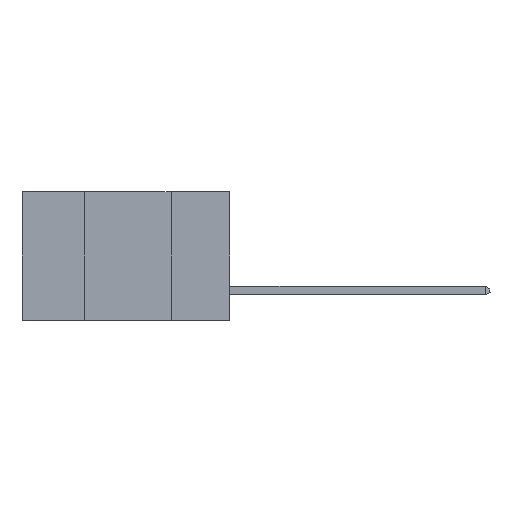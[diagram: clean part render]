
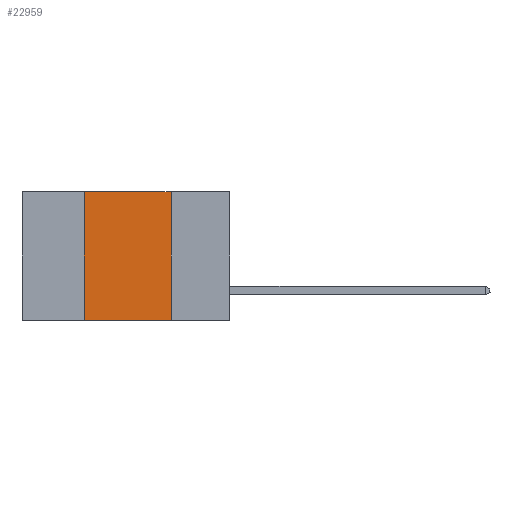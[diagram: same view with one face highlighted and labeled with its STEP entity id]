
A CAD part, left-side view. The second image highlights one B-rep face of the part: STEP entity #22959.
In plain terms, the highlighted planar face has unit normal (-1, 0, 0).
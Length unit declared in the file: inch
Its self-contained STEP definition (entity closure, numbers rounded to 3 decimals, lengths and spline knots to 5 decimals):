
#62 = VECTOR ( 'NONE', #28701, 39.37008 ) ;
#1231 = VERTEX_POINT ( 'NONE', #11618 ) ;
#1444 = LINE ( 'NONE', #2993, #12559 ) ;
#2323 = EDGE_LOOP ( 'NONE', ( #2460, #30567, #16151, #29493 ) ) ;
#2460 = ORIENTED_EDGE ( 'NONE', *, *, #12065, .F. ) ;
#2636 = VECTOR ( 'NONE', #25354, 39.37008 ) ;
#2638 = DIRECTION ( 'NONE',  ( 0., -1., 0. ) ) ;
#2993 = CARTESIAN_POINT ( 'NONE',  ( 0., 0.17, 0. ) ) ;
#3118 = FACE_OUTER_BOUND ( 'NONE', #2323, .T. ) ;
#3891 = LINE ( 'NONE', #26315, #6099 ) ;
#4168 = DIRECTION ( 'NONE',  ( 0., 0., -1. ) ) ;
#6099 = VECTOR ( 'NONE', #2638, 39.37008 ) ;
#7482 = CARTESIAN_POINT ( 'NONE',  ( 0., 0.42, -0.37 ) ) ;
#9668 = EDGE_CURVE ( 'NONE', #13259, #11221, #22608, .T. ) ;
#11221 = VERTEX_POINT ( 'NONE', #23866 ) ;
#11618 = CARTESIAN_POINT ( 'NONE',  ( 0., 0.17, -0.37 ) ) ;
#12065 = EDGE_CURVE ( 'NONE', #11221, #1231, #1444, .T. ) ;
#12186 = CARTESIAN_POINT ( 'NONE',  ( 0., 0.42, 0. ) ) ;
#12559 = VECTOR ( 'NONE', #14788, 39.37008 ) ;
#13259 = VERTEX_POINT ( 'NONE', #24774 ) ;
#14788 = DIRECTION ( 'NONE',  ( 0., 0., -1. ) ) ;
#15370 = VERTEX_POINT ( 'NONE', #7482 ) ;
#15844 = PLANE ( 'NONE',  #24396 ) ;
#16151 = ORIENTED_EDGE ( 'NONE', *, *, #24982, .F. ) ;
#18432 = CARTESIAN_POINT ( 'NONE',  ( 0., 0.6, 0. ) ) ;
#21461 = LINE ( 'NONE', #12186, #62 ) ;
#21760 = EDGE_CURVE ( 'NONE', #15370, #1231, #3891, .T. ) ;
#22608 = LINE ( 'NONE', #18432, #2636 ) ;
#22959 = ADVANCED_FACE ( 'NONE', ( #3118 ), #15844, .F. ) ;
#23084 = DIRECTION ( 'NONE',  ( 1., 0., 0. ) ) ;
#23866 = CARTESIAN_POINT ( 'NONE',  ( 0., 0.17, 0. ) ) ;
#24396 = AXIS2_PLACEMENT_3D ( 'NONE', #28029, #23084, #4168 ) ;
#24774 = CARTESIAN_POINT ( 'NONE',  ( 0., 0.42, 0. ) ) ;
#24982 = EDGE_CURVE ( 'NONE', #15370, #13259, #21461, .T. ) ;
#25354 = DIRECTION ( 'NONE',  ( 0., -1., 0. ) ) ;
#26315 = CARTESIAN_POINT ( 'NONE',  ( 0., 0.6, -0.37 ) ) ;
#28029 = CARTESIAN_POINT ( 'NONE',  ( 0., 0.6, 0. ) ) ;
#28701 = DIRECTION ( 'NONE',  ( 0., 0., 1. ) ) ;
#29493 = ORIENTED_EDGE ( 'NONE', *, *, #21760, .T. ) ;
#30567 = ORIENTED_EDGE ( 'NONE', *, *, #9668, .F. ) ;
